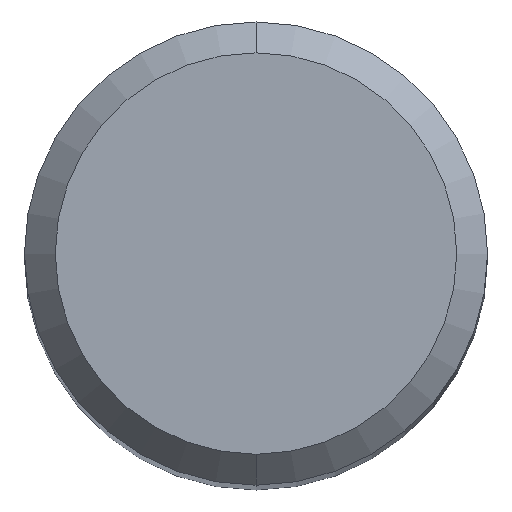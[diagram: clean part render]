
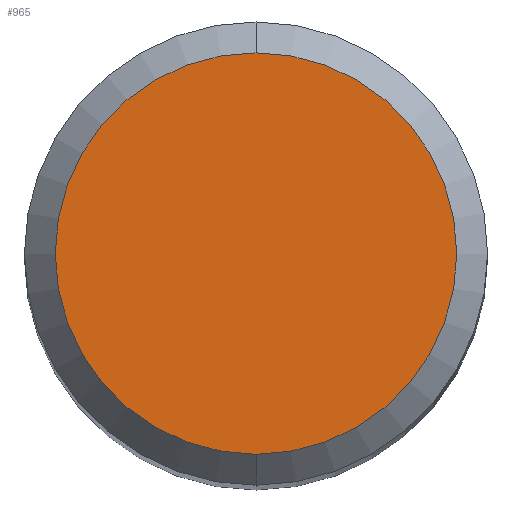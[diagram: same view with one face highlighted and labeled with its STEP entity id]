
A CAD part, top view. The second image highlights one B-rep face of the part: STEP entity #965.
In plain terms, the highlighted planar face has unit normal (0, 0, 1).
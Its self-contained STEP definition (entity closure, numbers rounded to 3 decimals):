
#785=EDGE_CURVE('',#1109,#1173,#1669,.T.);
#965=ADVANCED_FACE('',(#1866),#1867,.T.);
#1109=VERTEX_POINT('',#2026);
#1115=EDGE_CURVE('',#1173,#1109,#2033,.T.);
#1173=VERTEX_POINT('',#2096);
#1669=CIRCLE('',#4487,2.6);
#1866=FACE_OUTER_BOUND('',#5594,.T.);
#1867=PLANE('',#5595);
#2026=CARTESIAN_POINT('',(0.,-2.6,0.0));
#2033=CIRCLE('',#6496,2.6);
#2096=CARTESIAN_POINT('',(0.0,2.6,0.0));
#4487=AXIS2_PLACEMENT_3D('',#8440,#8441,#8442);
#5594=EDGE_LOOP('',(#8697,#8698));
#5595=AXIS2_PLACEMENT_3D('',#8699,#8700,#8701);
#6496=AXIS2_PLACEMENT_3D('',#8920,#8921,#8922);
#8440=CARTESIAN_POINT('',(0.0,0.0,0.0));
#8441=DIRECTION('',(0.0,0.0,-1.0));
#8442=DIRECTION('',(0.0,1.0,0.0));
#8697=ORIENTED_EDGE('',*,*,#1115,.F.);
#8698=ORIENTED_EDGE('',*,*,#785,.F.);
#8699=CARTESIAN_POINT('',(0.0,1.3,0.0));
#8700=DIRECTION('',(-0.0,0.0,1.0));
#8701=DIRECTION('',(0.0,-1.0,0.0));
#8920=CARTESIAN_POINT('',(0.0,0.0,0.0));
#8921=DIRECTION('',(0.0,0.0,-1.0));
#8922=DIRECTION('',(0.0,1.0,0.0));
